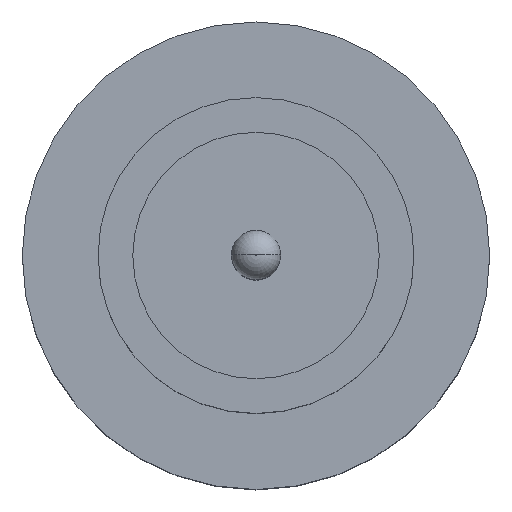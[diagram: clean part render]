
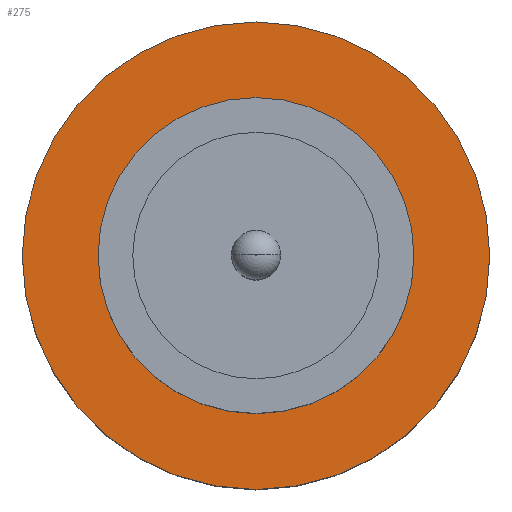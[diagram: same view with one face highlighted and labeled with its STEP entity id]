
A CAD part, top view. The second image highlights one B-rep face of the part: STEP entity #275.
In plain terms, the highlighted planar face has unit normal (0, 0, 1).
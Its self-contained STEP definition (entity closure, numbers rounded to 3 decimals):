
#6 = DIRECTION ( 'NONE',  ( 0., 0., 1. ) ) ;
#23 = FACE_OUTER_BOUND ( 'NONE', #366, .T. ) ;
#29 = VERTEX_POINT ( 'NONE', #538 ) ;
#38 = CARTESIAN_POINT ( 'NONE',  ( 0., 0., 1.55 ) ) ;
#46 = CARTESIAN_POINT ( 'NONE',  ( 1.85, 0., 1.55 ) ) ;
#49 = EDGE_LOOP ( 'NONE', ( #506, #203 ) ) ;
#54 = CARTESIAN_POINT ( 'NONE',  ( 0., 0., 1.55 ) ) ;
#77 = ORIENTED_EDGE ( 'NONE', *, *, #858, .T. ) ;
#96 = ORIENTED_EDGE ( 'NONE', *, *, #814, .T. ) ;
#107 = DIRECTION ( 'NONE',  ( 0., 0., 1. ) ) ;
#203 = ORIENTED_EDGE ( 'NONE', *, *, #584, .F. ) ;
#256 = DIRECTION ( 'NONE',  ( 1., 0., 0. ) ) ;
#275 = ADVANCED_FACE ( 'NONE', ( #416, #23 ), #504, .T. ) ;
#323 = DIRECTION ( 'NONE',  ( 1., 0., 0. ) ) ;
#355 = VERTEX_POINT ( 'NONE', #859 ) ;
#366 = EDGE_LOOP ( 'NONE', ( #77, #96 ) ) ;
#416 = FACE_BOUND ( 'NONE', #49, .T. ) ;
#419 = VERTEX_POINT ( 'NONE', #46 ) ;
#427 = CARTESIAN_POINT ( 'NONE',  ( 0., 0., 1.55 ) ) ;
#504 = PLANE ( 'NONE',  #646 ) ;
#506 = ORIENTED_EDGE ( 'NONE', *, *, #877, .F. ) ;
#510 = AXIS2_PLACEMENT_3D ( 'NONE', #38, #107, #656 ) ;
#529 = DIRECTION ( 'NONE',  ( 0., 0., 1. ) ) ;
#538 = CARTESIAN_POINT ( 'NONE',  ( -1.25, 0., 1.55 ) ) ;
#544 = CARTESIAN_POINT ( 'NONE',  ( 0., 0., 1.55 ) ) ;
#573 = DIRECTION ( 'NONE',  ( 1., 0., 0. ) ) ;
#584 = EDGE_CURVE ( 'NONE', #29, #355, #893, .T. ) ;
#595 = CIRCLE ( 'NONE', #633, 1.25 ) ;
#619 = CIRCLE ( 'NONE', #751, 1.85 ) ;
#624 = DIRECTION ( 'NONE',  ( 0., 0., 1. ) ) ;
#633 = AXIS2_PLACEMENT_3D ( 'NONE', #544, #529, #323 ) ;
#646 = AXIS2_PLACEMENT_3D ( 'NONE', #427, #6, #573 ) ;
#656 = DIRECTION ( 'NONE',  ( 1., 0., 0. ) ) ;
#729 = CARTESIAN_POINT ( 'NONE',  ( -1.85, 0., 1.55 ) ) ;
#751 = AXIS2_PLACEMENT_3D ( 'NONE', #54, #881, #256 ) ;
#814 = EDGE_CURVE ( 'NONE', #419, #890, #901, .T. ) ;
#833 = DIRECTION ( 'NONE',  ( 1., 0., 0. ) ) ;
#858 = EDGE_CURVE ( 'NONE', #890, #419, #619, .T. ) ;
#859 = CARTESIAN_POINT ( 'NONE',  ( 1.25, 0., 1.55 ) ) ;
#877 = EDGE_CURVE ( 'NONE', #355, #29, #595, .T. ) ;
#881 = DIRECTION ( 'NONE',  ( 0., 0., 1. ) ) ;
#886 = AXIS2_PLACEMENT_3D ( 'NONE', #899, #624, #833 ) ;
#890 = VERTEX_POINT ( 'NONE', #729 ) ;
#893 = CIRCLE ( 'NONE', #886, 1.25 ) ;
#899 = CARTESIAN_POINT ( 'NONE',  ( 0., 0., 1.55 ) ) ;
#901 = CIRCLE ( 'NONE', #510, 1.85 ) ;
